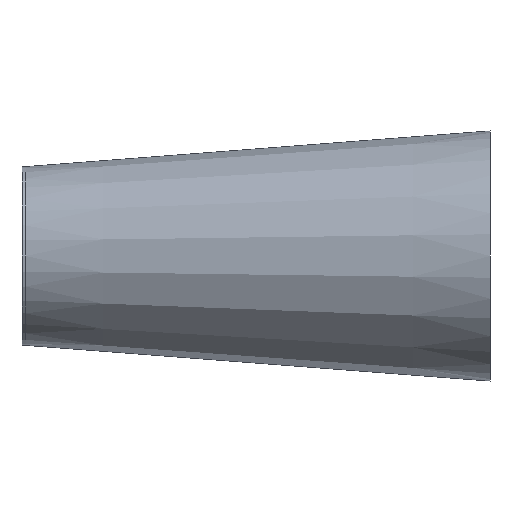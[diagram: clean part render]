
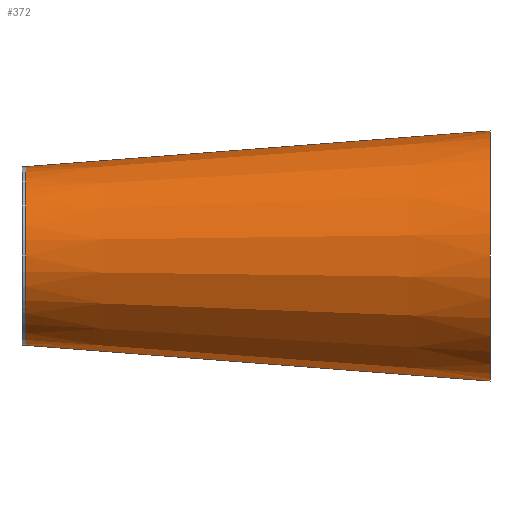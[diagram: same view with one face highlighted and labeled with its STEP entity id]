
A CAD part, front view. The second image highlights one B-rep face of the part: STEP entity #372.
In plain terms, the highlighted conical face has half-angle 4.399 degrees and reference radius 35 mm.
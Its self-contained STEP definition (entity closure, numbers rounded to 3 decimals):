
#18 = EDGE_LOOP ( 'NONE', ( #235, #373, #83, #395 ) ) ;
#23 = AXIS2_PLACEMENT_3D ( 'NONE', #271, #121, #87 ) ;
#42 = LINE ( 'NONE', #362, #265 ) ;
#45 = DIRECTION ( 'NONE',  ( 0.997, 0., -0.077 ) ) ;
#58 = CIRCLE ( 'NONE', #262, 35. ) ;
#69 = CIRCLE ( 'NONE', #23, 25. ) ;
#74 = CARTESIAN_POINT ( 'NONE',  ( 92.726, 0., 35. ) ) ;
#83 = ORIENTED_EDGE ( 'NONE', *, *, #305, .T. ) ;
#85 = FACE_OUTER_BOUND ( 'NONE', #18, .T. ) ;
#87 = DIRECTION ( 'NONE',  ( 0., 0., 1. ) ) ;
#97 = CARTESIAN_POINT ( 'NONE',  ( -37.274, 0., -25. ) ) ;
#102 = EDGE_CURVE ( 'NONE', #307, #359, #69, .T. ) ;
#121 = DIRECTION ( 'NONE',  ( -1., 0., 0. ) ) ;
#129 = CARTESIAN_POINT ( 'NONE',  ( 92.726, 0., 0. ) ) ;
#138 = CARTESIAN_POINT ( 'NONE',  ( 92.726, 0., -35. ) ) ;
#193 = DIRECTION ( 'NONE',  ( 0., 0., 1. ) ) ;
#205 = EDGE_CURVE ( 'NONE', #359, #394, #402, .T. ) ;
#222 = CONICAL_SURFACE ( 'NONE', #311, 35., 0.077 ) ;
#235 = ORIENTED_EDGE ( 'NONE', *, *, #205, .F. ) ;
#262 = AXIS2_PLACEMENT_3D ( 'NONE', #129, #357, #193 ) ;
#263 = EDGE_CURVE ( 'NONE', #287, #394, #58, .T. ) ;
#265 = VECTOR ( 'NONE', #45, 1000. ) ;
#271 = CARTESIAN_POINT ( 'NONE',  ( -37.274, 0., 0. ) ) ;
#285 = VECTOR ( 'NONE', #386, 1000. ) ;
#287 = VERTEX_POINT ( 'NONE', #138 ) ;
#299 = CARTESIAN_POINT ( 'NONE',  ( 92.726, 0., 0. ) ) ;
#305 = EDGE_CURVE ( 'NONE', #307, #287, #42, .T. ) ;
#307 = VERTEX_POINT ( 'NONE', #97 ) ;
#311 = AXIS2_PLACEMENT_3D ( 'NONE', #299, #370, #403 ) ;
#337 = CARTESIAN_POINT ( 'NONE',  ( -37.274, 0., 25. ) ) ;
#357 = DIRECTION ( 'NONE',  ( -1., 0., 0. ) ) ;
#359 = VERTEX_POINT ( 'NONE', #337 ) ;
#362 = CARTESIAN_POINT ( 'NONE',  ( 92.726, 0., -35. ) ) ;
#370 = DIRECTION ( 'NONE',  ( 1., 0., 0. ) ) ;
#372 = ADVANCED_FACE ( 'NONE', ( #85 ), #222, .T. ) ;
#373 = ORIENTED_EDGE ( 'NONE', *, *, #102, .F. ) ;
#383 = CARTESIAN_POINT ( 'NONE',  ( 92.726, 0., 35. ) ) ;
#386 = DIRECTION ( 'NONE',  ( 0.997, 0., 0.077 ) ) ;
#394 = VERTEX_POINT ( 'NONE', #74 ) ;
#395 = ORIENTED_EDGE ( 'NONE', *, *, #263, .T. ) ;
#402 = LINE ( 'NONE', #383, #285 ) ;
#403 = DIRECTION ( 'NONE',  ( 0., 0., -1. ) ) ;
